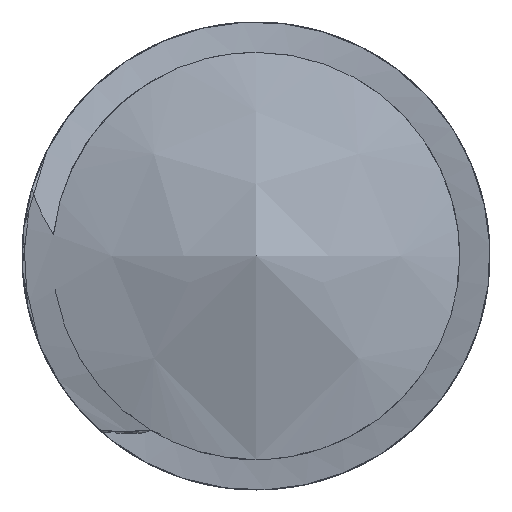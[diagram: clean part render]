
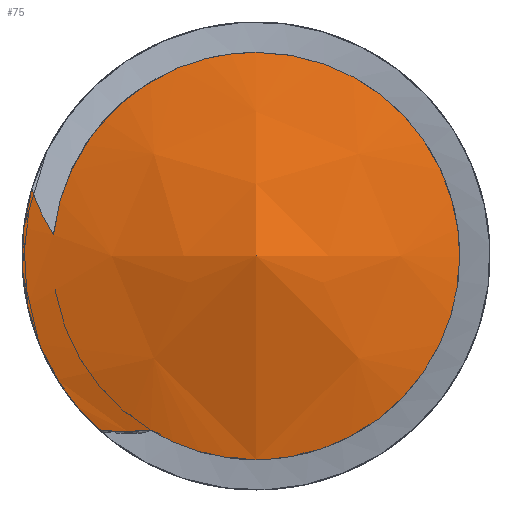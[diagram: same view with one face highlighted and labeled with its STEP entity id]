
A CAD part, front view. The second image highlights one B-rep face of the part: STEP entity #75.
In plain terms, the highlighted free-form (B-spline) face has degree [2, 1] with [9, 2] control points.
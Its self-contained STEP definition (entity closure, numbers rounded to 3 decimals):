
#75=ADVANCED_FACE('',(#137),#1076,.T.);
#137=FACE_OUTER_BOUND('',#199,.T.);
#199=EDGE_LOOP('',(#544,#545,#546,#547,#548,#549,#550,#551,#552));
#544=ORIENTED_EDGE('',*,*,#731,.T.);
#545=ORIENTED_EDGE('',*,*,#605,.F.);
#546=ORIENTED_EDGE('',*,*,#606,.T.);
#547=ORIENTED_EDGE('',*,*,#606,.F.);
#548=ORIENTED_EDGE('',*,*,#604,.F.);
#549=ORIENTED_EDGE('',*,*,#601,.F.);
#550=ORIENTED_EDGE('',*,*,#602,.T.);
#551=ORIENTED_EDGE('',*,*,#603,.T.);
#552=ORIENTED_EDGE('',*,*,#734,.F.);
#601=EDGE_CURVE('',#943,#944,#898,.T.);
#602=EDGE_CURVE('',#943,#945,#762,.T.);
#603=EDGE_CURVE('',#945,#1027,#899,.T.);
#604=EDGE_CURVE('',#944,#947,#900,.T.);
#605=EDGE_CURVE('',#947,#946,#901,.T.);
#606=EDGE_CURVE('',#947,#942,#763,.T.);
#731=EDGE_CURVE('',#1030,#946,#910,.T.);
#734=EDGE_CURVE('',#1030,#1027,#912,.T.);
#762=B_SPLINE_CURVE_WITH_KNOTS('',3,(#18153,#18154,#18155,#18156,#18157,
#18158,#18159),.UNSPECIFIED.,.F.,.F.,(4,3,4),(11.025,12.395,
13.858),.UNSPECIFIED.);
#763=B_SPLINE_CURVE_WITH_KNOTS('',1,(#18199,#18200),.UNSPECIFIED.,.F.,.F.,
(2,2),(4.834,16.414),.UNSPECIFIED.);
#898=(
BOUNDED_CURVE()
B_SPLINE_CURVE(2,(#18150,#18151,#18152),.UNSPECIFIED.,.F.,.F.)
B_SPLINE_CURVE_WITH_KNOTS((3,3),(-73.064,-49.808),
 .UNSPECIFIED.)
CURVE()
GEOMETRIC_REPRESENTATION_ITEM()
RATIONAL_B_SPLINE_CURVE((1.,0.743,1.))
REPRESENTATION_ITEM('')
);
#899=(
BOUNDED_CURVE()
B_SPLINE_CURVE(3,(#18160,#18161,#18162,#18163,#18164,#18165,#18166,#18167,
#18168,#18169,#18170,#18171,#18172,#18173,#18174,#18175,#18176,#18177,#18178,
#18179,#18180,#18181,#18182,#18183,#18184,#18185,#18186,#18187,#18188,#18189,
#18190),.UNSPECIFIED.,.F.,.F.)
B_SPLINE_CURVE_WITH_KNOTS((4,3,3,3,3,3,3,3,3,3,4),(0.,1.214,
2.476,3.738,5.001,6.263,8.79,
11.317,13.844,13.844,14.542),
 .UNSPECIFIED.)
CURVE()
GEOMETRIC_REPRESENTATION_ITEM()
RATIONAL_B_SPLINE_CURVE((1.,1.,1.,1.,1.,1.,1.,1.,1.,1.,1.,1.,1.,1.,1.,1.,
1.,1.,1.,1.,1.,1.,1.,1.,1.,1.,1.,1.,1.,
1.,1.))
REPRESENTATION_ITEM('')
);
#900=(
BOUNDED_CURVE()
B_SPLINE_CURVE(2,(#18191,#18192,#18193,#18194,#18195),.UNSPECIFIED.,.F.,
 .F.)
B_SPLINE_CURVE_WITH_KNOTS((3,2,3),(-49.808,-24.904,0.),
 .UNSPECIFIED.)
CURVE()
GEOMETRIC_REPRESENTATION_ITEM()
RATIONAL_B_SPLINE_CURVE((1.,0.707,1.,0.707,1.))
REPRESENTATION_ITEM('')
);
#901=(
BOUNDED_CURVE()
B_SPLINE_CURVE(2,(#18196,#18197,#18198),.UNSPECIFIED.,.F.,.F.)
B_SPLINE_CURVE_WITH_KNOTS((3,3),(-99.616,-92.987),
 .UNSPECIFIED.)
CURVE()
GEOMETRIC_REPRESENTATION_ITEM()
RATIONAL_B_SPLINE_CURVE((1.,0.978,1.))
REPRESENTATION_ITEM('')
);
#910=(
BOUNDED_CURVE()
B_SPLINE_CURVE(2,(#30821,#30822,#30823),.UNSPECIFIED.,.F.,.F.)
B_SPLINE_CURVE_WITH_KNOTS((3,3),(-41.233,-39.815),
 .UNSPECIFIED.)
CURVE()
GEOMETRIC_REPRESENTATION_ITEM()
RATIONAL_B_SPLINE_CURVE((1.,0.998,1.))
REPRESENTATION_ITEM('')
);
#912=(
BOUNDED_CURVE()
B_SPLINE_CURVE(3,(#30851,#30852,#30853,#30854,#30855,#30856,#30857),
 .UNSPECIFIED.,.F.,.F.)
B_SPLINE_CURVE_WITH_KNOTS((4,3,4),(1.035,2.401,3.856),
 .UNSPECIFIED.)
CURVE()
GEOMETRIC_REPRESENTATION_ITEM()
RATIONAL_B_SPLINE_CURVE((1.,1.,1.,1.,1.,1.,1.))
REPRESENTATION_ITEM('')
);
#942=VERTEX_POINT('',#17934);
#943=VERTEX_POINT('',#17935);
#944=VERTEX_POINT('',#17936);
#945=VERTEX_POINT('',#17937);
#946=VERTEX_POINT('',#17938);
#947=VERTEX_POINT('',#17939);
#1027=VERTEX_POINT('',#18019);
#1030=VERTEX_POINT('',#18022);
#1076=(
BOUNDED_SURFACE()
B_SPLINE_SURFACE(2,1,((#17832,#17833),(#17834,#17835),(#17836,#17837),(#17838,
#17839),(#17840,#17841),(#17842,#17843),(#17844,#17845),(#17846,#17847),
(#17848,#17849)),.UNSPECIFIED.,.T.,.F.,.F.)
B_SPLINE_SURFACE_WITH_KNOTS((3,2,2,2,3),(2,2),(0.,24.904,49.808,
74.712,99.616),(0.,16.414),.UNSPECIFIED.)
GEOMETRIC_REPRESENTATION_ITEM()
RATIONAL_B_SPLINE_SURFACE(((1.,1.),(0.707,0.707),
(1.,1.),(0.707,0.707),(1.,1.),(0.707,
0.707),(1.,1.),(0.707,0.707),(1.,1.)))
REPRESENTATION_ITEM('')
SURFACE()
);
#17832=CARTESIAN_POINT('',(0.,39.186,-15.854));
#17833=CARTESIAN_POINT('',(0.,34.938,0.));
#17834=CARTESIAN_POINT('',(15.854,39.186,-15.854));
#17835=CARTESIAN_POINT('',(0.,34.938,0.));
#17836=CARTESIAN_POINT('',(15.854,39.186,0.));
#17837=CARTESIAN_POINT('',(0.,34.938,0.));
#17838=CARTESIAN_POINT('',(15.854,39.186,15.854));
#17839=CARTESIAN_POINT('',(0.,34.938,0.));
#17840=CARTESIAN_POINT('',(0.,39.186,15.854));
#17841=CARTESIAN_POINT('',(0.,34.938,0.));
#17842=CARTESIAN_POINT('',(-15.854,39.186,15.854));
#17843=CARTESIAN_POINT('',(0.,34.938,0.));
#17844=CARTESIAN_POINT('',(-15.854,39.186,0.));
#17845=CARTESIAN_POINT('',(0.,34.938,0.));
#17846=CARTESIAN_POINT('',(-15.854,39.186,-15.854));
#17847=CARTESIAN_POINT('',(0.,34.938,0.));
#17848=CARTESIAN_POINT('',(0.,39.186,-15.854));
#17849=CARTESIAN_POINT('',(0.,34.938,0.));
#17934=CARTESIAN_POINT('',(0.,34.938,0.));
#17935=CARTESIAN_POINT('',(-11.125,37.935,1.161));
#17936=CARTESIAN_POINT('',(0.,37.935,11.185));
#17937=CARTESIAN_POINT('',(-12.31,38.381,3.685));
#17938=CARTESIAN_POINT('',(-4.541,37.935,-10.222));
#17939=CARTESIAN_POINT('',(0.,37.935,-11.185));
#18019=CARTESIAN_POINT('',(-8.581,38.381,-9.565));
#18022=CARTESIAN_POINT('',(-5.797,37.935,-9.566));
#18150=CARTESIAN_POINT('',(-11.125,37.935,1.161));
#18151=CARTESIAN_POINT('',(-10.079,37.935,11.185));
#18152=CARTESIAN_POINT('',(0.,37.935,11.185));
#18153=CARTESIAN_POINT('',(-11.125,37.935,1.161));
#18154=CARTESIAN_POINT('',(-11.367,38.01,1.54));
#18155=CARTESIAN_POINT('',(-11.585,38.083,1.935));
#18156=CARTESIAN_POINT('',(-11.778,38.155,2.343));
#18157=CARTESIAN_POINT('',(-11.983,38.232,2.778));
#18158=CARTESIAN_POINT('',(-12.161,38.307,3.226));
#18159=CARTESIAN_POINT('',(-12.31,38.381,3.685));
#18160=CARTESIAN_POINT('',(-12.31,38.381,3.685));
#18161=CARTESIAN_POINT('',(-12.426,38.381,3.297));
#18162=CARTESIAN_POINT('',(-12.524,38.381,2.904));
#18163=CARTESIAN_POINT('',(-12.603,38.381,2.507));
#18164=CARTESIAN_POINT('',(-12.685,38.381,2.094));
#18165=CARTESIAN_POINT('',(-12.747,38.381,1.678));
#18166=CARTESIAN_POINT('',(-12.788,38.381,1.259));
#18167=CARTESIAN_POINT('',(-12.829,38.381,0.841));
#18168=CARTESIAN_POINT('',(-12.85,38.381,0.421));
#18169=CARTESIAN_POINT('',(-12.85,38.381,0.));
#18170=CARTESIAN_POINT('',(-12.85,38.381,-0.421));
#18171=CARTESIAN_POINT('',(-12.829,38.381,-0.841));
#18172=CARTESIAN_POINT('',(-12.788,38.381,-1.259));
#18173=CARTESIAN_POINT('',(-12.747,38.381,-1.678));
#18174=CARTESIAN_POINT('',(-12.685,38.381,-2.094));
#18175=CARTESIAN_POINT('',(-12.603,38.381,-2.507));
#18176=CARTESIAN_POINT('',(-12.439,38.381,-3.332));
#18177=CARTESIAN_POINT('',(-12.194,38.381,-4.14));
#18178=CARTESIAN_POINT('',(-11.872,38.381,-4.917));
#18179=CARTESIAN_POINT('',(-11.55,38.381,-5.694));
#18180=CARTESIAN_POINT('',(-11.152,38.381,-6.44));
#18181=CARTESIAN_POINT('',(-10.684,38.381,-7.139));
#18182=CARTESIAN_POINT('',(-10.217,38.381,-7.838));
#18183=CARTESIAN_POINT('',(-9.681,38.381,-8.492));
#18184=CARTESIAN_POINT('',(-9.086,38.381,-9.086));
#18185=CARTESIAN_POINT('',(-9.086,38.381,-9.086));
#18186=CARTESIAN_POINT('',(-9.086,38.381,-9.086));
#18187=CARTESIAN_POINT('',(-9.086,38.381,-9.086));
#18188=CARTESIAN_POINT('',(-8.922,38.381,-9.251));
#18189=CARTESIAN_POINT('',(-8.754,38.381,-9.41));
#18190=CARTESIAN_POINT('',(-8.581,38.381,-9.565));
#18191=CARTESIAN_POINT('',(0.,37.935,11.185));
#18192=CARTESIAN_POINT('',(11.185,37.935,11.185));
#18193=CARTESIAN_POINT('',(11.185,37.935,0.));
#18194=CARTESIAN_POINT('',(11.185,37.935,-11.185));
#18195=CARTESIAN_POINT('',(0.,37.935,-11.185));
#18196=CARTESIAN_POINT('',(0.,37.935,-11.185));
#18197=CARTESIAN_POINT('',(-2.373,37.935,-11.185));
#18198=CARTESIAN_POINT('',(-4.541,37.935,-10.222));
#18199=CARTESIAN_POINT('',(0.,37.935,-11.185));
#18200=CARTESIAN_POINT('',(0.,34.938,0.));
#30821=CARTESIAN_POINT('',(-5.797,37.935,-9.566));
#30822=CARTESIAN_POINT('',(-5.19,37.935,-9.933));
#30823=CARTESIAN_POINT('',(-4.541,37.935,-10.222));
#30851=CARTESIAN_POINT('',(-5.797,37.935,-9.566));
#30852=CARTESIAN_POINT('',(-6.243,38.01,-9.624));
#30853=CARTESIAN_POINT('',(-6.693,38.083,-9.653));
#30854=CARTESIAN_POINT('',(-7.144,38.155,-9.654));
#30855=CARTESIAN_POINT('',(-7.624,38.232,-9.655));
#30856=CARTESIAN_POINT('',(-8.104,38.307,-9.625));
#30857=CARTESIAN_POINT('',(-8.581,38.381,-9.565));
